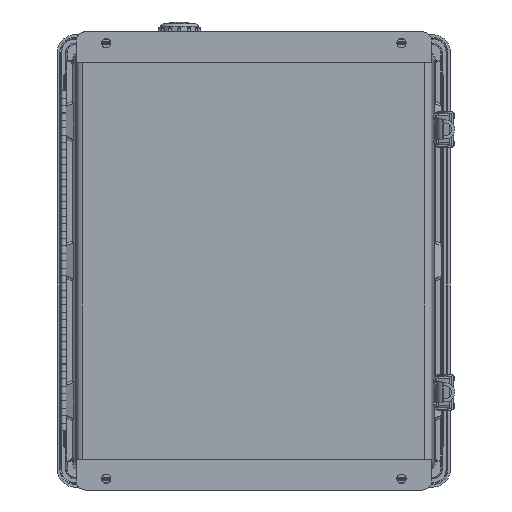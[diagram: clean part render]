
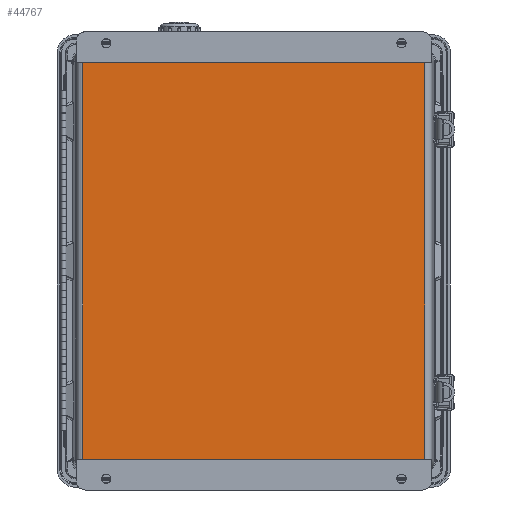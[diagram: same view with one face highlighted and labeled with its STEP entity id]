
A CAD part, front view. The second image highlights one B-rep face of the part: STEP entity #44767.
In plain terms, the highlighted planar face has unit normal (0, -1, 0).
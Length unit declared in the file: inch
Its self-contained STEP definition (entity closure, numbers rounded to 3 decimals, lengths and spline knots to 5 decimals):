
#1660 = EDGE_LOOP ( 'NONE', ( #85779, #20659, #45567, #62625 ) ) ;
#2313 = DIRECTION ( 'NONE',  ( 0., 1., 0. ) ) ;
#5176 = EDGE_CURVE ( 'NONE', #81587, #40417, #58452, .T. ) ;
#8320 = CARTESIAN_POINT ( 'NONE',  ( -5.78771, 0.05906, -14.4685 ) ) ;
#13450 = LINE ( 'NONE', #72340, #68594 ) ;
#13976 = LINE ( 'NONE', #14950, #77570 ) ;
#14039 = DIRECTION ( 'NONE',  ( -1., 0., 0. ) ) ;
#14761 = EDGE_CURVE ( 'NONE', #89786, #81587, #13450, .T. ) ;
#14950 = CARTESIAN_POINT ( 'NONE',  ( 5.78771, 0.05906, -1.04331 ) ) ;
#17657 = DIRECTION ( 'NONE',  ( 0., 0., 1. ) ) ;
#20659 = ORIENTED_EDGE ( 'NONE', *, *, #14761, .F. ) ;
#21455 = LINE ( 'NONE', #51657, #22000 ) ;
#21630 = EDGE_CURVE ( 'NONE', #90430, #40417, #21455, .T. ) ;
#22000 = VECTOR ( 'NONE', #14039, 39.37008 ) ;
#26057 = CARTESIAN_POINT ( 'NONE',  ( 6.11811, 0.05906, -1.04331 ) ) ;
#37725 = CARTESIAN_POINT ( 'NONE',  ( 5.78771, 0.05906, -1.04331 ) ) ;
#40417 = VERTEX_POINT ( 'NONE', #56583 ) ;
#43902 = AXIS2_PLACEMENT_3D ( 'NONE', #26057, #2313, #17657 ) ;
#44767 = ADVANCED_FACE ( 'NONE', ( #45938 ), #76104, .F. ) ;
#45074 = CARTESIAN_POINT ( 'NONE',  ( -5.78771, 0.05906, -1.04331 ) ) ;
#45316 = CARTESIAN_POINT ( 'NONE',  ( 5.78771, 0.05906, -14.4685 ) ) ;
#45567 = ORIENTED_EDGE ( 'NONE', *, *, #75081, .T. ) ;
#45938 = FACE_OUTER_BOUND ( 'NONE', #1660, .T. ) ;
#51657 = CARTESIAN_POINT ( 'NONE',  ( 6.11811, 0.05906, -1.04331 ) ) ;
#52493 = DIRECTION ( 'NONE',  ( 0., 0., 1. ) ) ;
#56583 = CARTESIAN_POINT ( 'NONE',  ( -5.78771, 0.05906, -1.04331 ) ) ;
#58452 = LINE ( 'NONE', #45074, #64002 ) ;
#62625 = ORIENTED_EDGE ( 'NONE', *, *, #21630, .T. ) ;
#64002 = VECTOR ( 'NONE', #52493, 39.37008 ) ;
#68594 = VECTOR ( 'NONE', #88639, 39.37008 ) ;
#72340 = CARTESIAN_POINT ( 'NONE',  ( 6.11811, 0.05906, -14.4685 ) ) ;
#75081 = EDGE_CURVE ( 'NONE', #89786, #90430, #13976, .T. ) ;
#76104 = PLANE ( 'NONE',  #43902 ) ;
#76287 = DIRECTION ( 'NONE',  ( 0., 0., 1. ) ) ;
#77570 = VECTOR ( 'NONE', #76287, 39.37008 ) ;
#81587 = VERTEX_POINT ( 'NONE', #8320 ) ;
#85779 = ORIENTED_EDGE ( 'NONE', *, *, #5176, .F. ) ;
#88639 = DIRECTION ( 'NONE',  ( -1., 0., 0. ) ) ;
#89786 = VERTEX_POINT ( 'NONE', #45316 ) ;
#90430 = VERTEX_POINT ( 'NONE', #37725 ) ;
